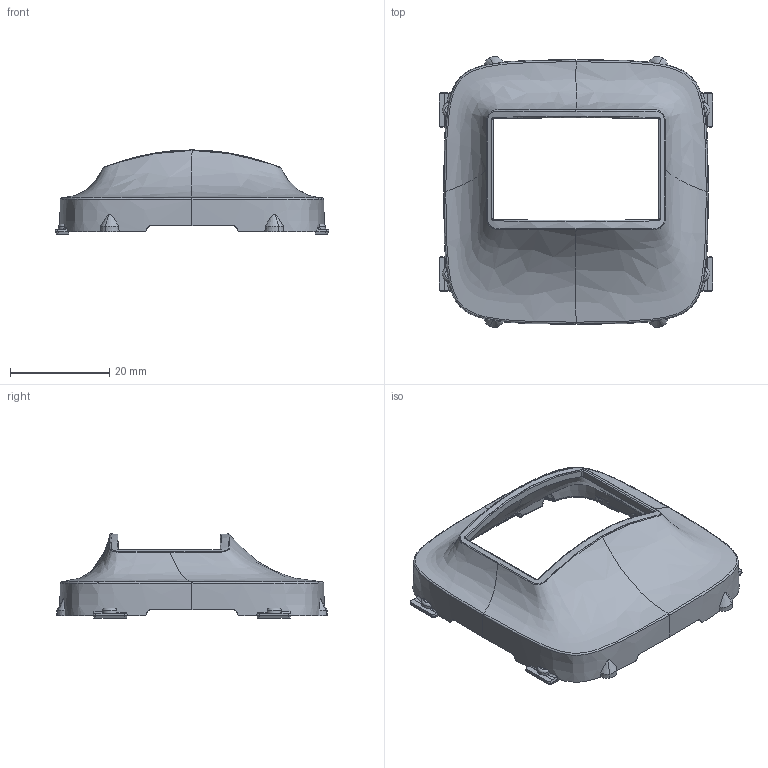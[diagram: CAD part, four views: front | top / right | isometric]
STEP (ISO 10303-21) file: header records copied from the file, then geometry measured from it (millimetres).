
FILE_DESCRIPTION(('CATIA V5 STEP Exchange','CAx-IF Rec.Pracs.--- Model Styling and Organization---1.4--- 2014-01-23'),'2;1');
FILE_NAME('752179_AllCATPart.stp','2020-02-13T09:55:47+00:00',('none'),('none'),'CATIA Version 5-6 Release 2017 SP3','CATIA V5 STEP AP214','none');
FILE_SCHEMA(('AUTOMOTIVE_DESIGN { 1 0 10303 214 1 1 1 1 }'));
Products named in the file (1): 752179_AllCATPart
Bounding box: 55.2 x 54.6 x 16.95 mm (x, y, z)
Volume: 4932.3 mm3; surface area: 7130.5 mm2
Topology: 1 solids, 1 shells, 3249 faces, 9508 edges, 6280 vertices
Faces by surface type: plane 2902, bspline 214, cylinder 65, cone 36, torus 20, sphere 10, extrusion 2
Entity records: 134285 total; most frequent: CARTESIAN_POINT 58670, ORIENTED_EDGE 18980, EDGE_CURVE 9490, DIRECTION 9021, B_SPLINE_CURVE_WITH_KNOTS 6353, VERTEX_POINT 6280, EDGE_LOOP 3288, ADVANCED_FACE 3249
